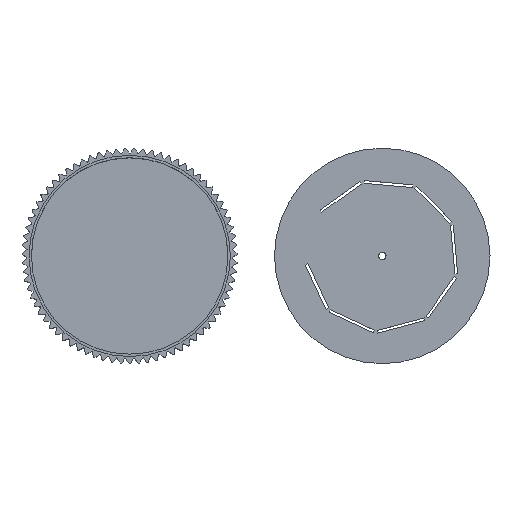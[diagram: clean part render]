
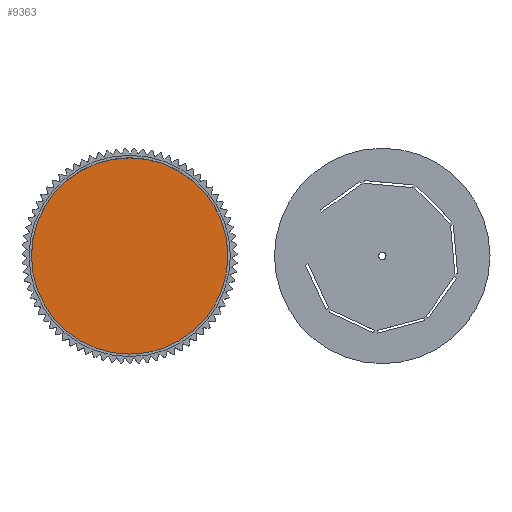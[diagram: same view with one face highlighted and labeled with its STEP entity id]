
A CAD part, top view. The second image highlights one B-rep face of the part: STEP entity #9363.
In plain terms, the highlighted planar face has unit normal (0, 0, 1).
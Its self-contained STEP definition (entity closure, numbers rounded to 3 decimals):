
#39=PLANE('',#9876);
#305=FACE_OUTER_BOUND('',#800,.T.);
#800=EDGE_LOOP('',(#6218));
#3316=CIRCLE('',#9875,52.5);
#3776=VERTEX_POINT('',#13745);
#4752=EDGE_CURVE('',#3776,#3776,#3316,.T.);
#6218=ORIENTED_EDGE('',*,*,#4752,.F.);
#9363=ADVANCED_FACE('',(#305),#39,.F.);
#9875=AXIS2_PLACEMENT_3D('',#13747,#10839,#10840);
#9876=AXIS2_PLACEMENT_3D('',#13748,#10841,#10842);
#10839=DIRECTION('center_axis',(0.,0.,-1.));
#10840=DIRECTION('ref_axis',(1.,0.,0.));
#10841=DIRECTION('center_axis',(0.,0.,-1.));
#10842=DIRECTION('ref_axis',(1.,0.,0.));
#13745=CARTESIAN_POINT('',(-52.5,0.,5.));
#13747=CARTESIAN_POINT('Origin',(0.,0.,
5.));
#13748=CARTESIAN_POINT('Origin',(0.,0.,
5.));
